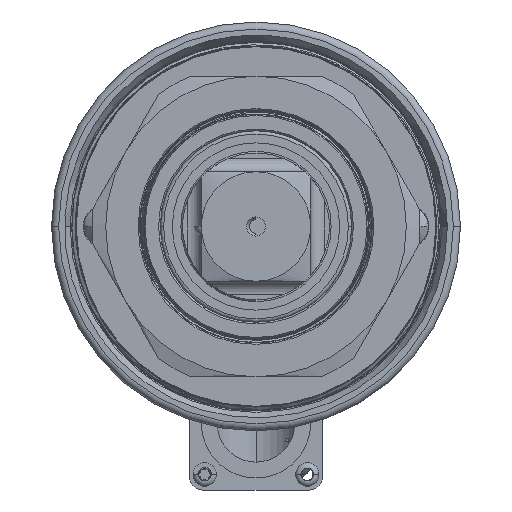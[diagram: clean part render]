
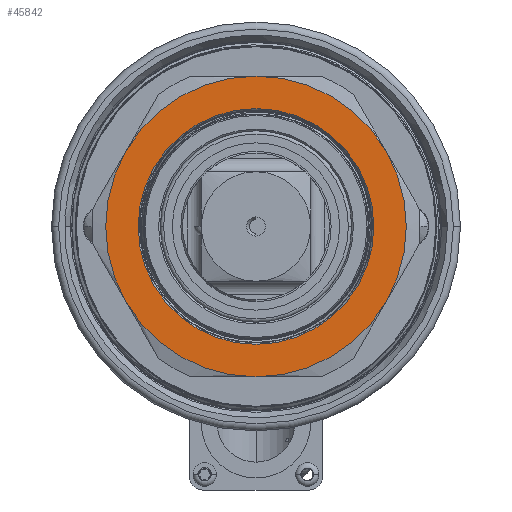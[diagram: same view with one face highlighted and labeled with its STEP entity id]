
A CAD part, left-side view. The second image highlights one B-rep face of the part: STEP entity #45842.
In plain terms, the highlighted planar face has unit normal (-1, 0, 0).
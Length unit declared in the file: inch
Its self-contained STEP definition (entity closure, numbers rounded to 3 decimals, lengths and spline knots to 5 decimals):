
#45011=CARTESIAN_POINT('',(-18.7614,0.005,0.));
#45012=DIRECTION('',(1.,0.,0.));
#45013=DIRECTION('',(0.,-0.866,-0.5));
#45014=AXIS2_PLACEMENT_3D('',#45011,#45012,#45013);
#45016=CARTESIAN_POINT('',(-18.7614,0.005,0.));
#45017=DIRECTION('',(1.,0.,0.));
#45018=DIRECTION('',(0.,0.,-1.));
#45019=AXIS2_PLACEMENT_3D('',#45016,#45017,#45018);
#45021=CARTESIAN_POINT('',(-18.7614,0.005,0.));
#45022=DIRECTION('',(1.,0.,0.));
#45023=DIRECTION('',(0.,0.866,0.5));
#45024=AXIS2_PLACEMENT_3D('',#45021,#45022,#45023);
#45026=CARTESIAN_POINT('',(-18.7614,0.005,0.));
#45027=DIRECTION('',(1.,0.,0.));
#45028=DIRECTION('',(0.,0.,1.));
#45029=AXIS2_PLACEMENT_3D('',#45026,#45027,#45028);
#45031=CARTESIAN_POINT('',(-18.7614,0.005,0.));
#45032=DIRECTION('',(-1.,0.,0.));
#45033=DIRECTION('',(0.,0.,-1.));
#45034=AXIS2_PLACEMENT_3D('',#45031,#45032,#45033);
#45036=CARTESIAN_POINT('',(-18.7614,0.005,0.));
#45037=DIRECTION('',(-1.,0.,0.));
#45038=DIRECTION('',(0.,0.,1.));
#45039=AXIS2_PLACEMENT_3D('',#45036,#45037,#45038);
#45041=CARTESIAN_POINT('',(-18.7614,0.005,0.));
#45042=DIRECTION('',(-1.,0.,0.));
#45043=DIRECTION('',(0.,-0.866,-0.5));
#45044=AXIS2_PLACEMENT_3D('',#45041,#45042,#45043);
#45081=CARTESIAN_POINT('',(-18.7614,0.005,0.));
#45082=DIRECTION('',(-1.,0.,0.));
#45083=DIRECTION('',(0.,0.866,0.5));
#45084=AXIS2_PLACEMENT_3D('',#45081,#45082,#45083);
#45139=CARTESIAN_POINT('',(-18.7614,-1.18578,0.6875));
#45179=CARTESIAN_POINT('',(-18.7614,0.005,1.375));
#45219=CARTESIAN_POINT('',(-18.7614,1.19578,0.6875));
#45259=CARTESIAN_POINT('',(-18.7614,1.19578,-0.6875));
#45319=CARTESIAN_POINT('',(-18.7614,0.005,-1.375));
#45339=CARTESIAN_POINT('',(-18.7614,-1.18578,-0.6875));
#45748=VERTEX_POINT('',#45259);
#45749=VERTEX_POINT('',#45319);
#45750=VERTEX_POINT('',#45339);
#45754=VERTEX_POINT('',#45139);
#45755=VERTEX_POINT('',#45179);
#45756=VERTEX_POINT('',#45219);
#45764=CARTESIAN_POINT('',(-18.7614,0.005,1.078));
#45765=CARTESIAN_POINT('',(-18.7614,0.005,-1.078));
#45766=VERTEX_POINT('',#45764);
#45767=VERTEX_POINT('',#45765);
#45817=CARTESIAN_POINT('',(-18.7614,0.005,0.));
#45818=DIRECTION('',(-1.,0.,0.));
#45819=DIRECTION('',(0.,0.,-1.));
#45820=AXIS2_PLACEMENT_3D('',#45817,#45818,#45819);
#45821=PLANE('',#45820);
#45823=ORIENTED_EDGE('',*,*,#45822,.F.);
#45825=ORIENTED_EDGE('',*,*,#45824,.T.);
#45827=ORIENTED_EDGE('',*,*,#45826,.T.);
#45829=ORIENTED_EDGE('',*,*,#45828,.F.);
#45831=ORIENTED_EDGE('',*,*,#45830,.T.);
#45833=ORIENTED_EDGE('',*,*,#45832,.T.);
#45834=EDGE_LOOP('',(#45823,#45825,#45827,#45829,#45831,#45833));
#45835=FACE_OUTER_BOUND('',#45834,.F.);
#45837=ORIENTED_EDGE('',*,*,#45836,.T.);
#45839=ORIENTED_EDGE('',*,*,#45838,.T.);
#45840=EDGE_LOOP('',(#45837,#45839));
#45841=FACE_BOUND('',#45840,.F.);
#45842=ADVANCED_FACE('',(#45835,#45841),#45821,.T.);
#45015=CIRCLE('',#45014,1.375);
#45020=CIRCLE('',#45019,1.375);
#45025=CIRCLE('',#45024,1.375);
#45030=CIRCLE('',#45029,1.375);
#45035=CIRCLE('',#45034,1.078);
#45040=CIRCLE('',#45039,1.078);
#45045=CIRCLE('',#45044,1.375);
#45085=CIRCLE('',#45084,1.375);
#45822=EDGE_CURVE('',#45750,#45754,#45045,.T.);
#45824=EDGE_CURVE('',#45750,#45749,#45015,.T.);
#45826=EDGE_CURVE('',#45749,#45748,#45020,.T.);
#45828=EDGE_CURVE('',#45756,#45748,#45085,.T.);
#45830=EDGE_CURVE('',#45756,#45755,#45025,.T.);
#45832=EDGE_CURVE('',#45755,#45754,#45030,.T.);
#45836=EDGE_CURVE('',#45767,#45766,#45035,.T.);
#45838=EDGE_CURVE('',#45766,#45767,#45040,.T.);
